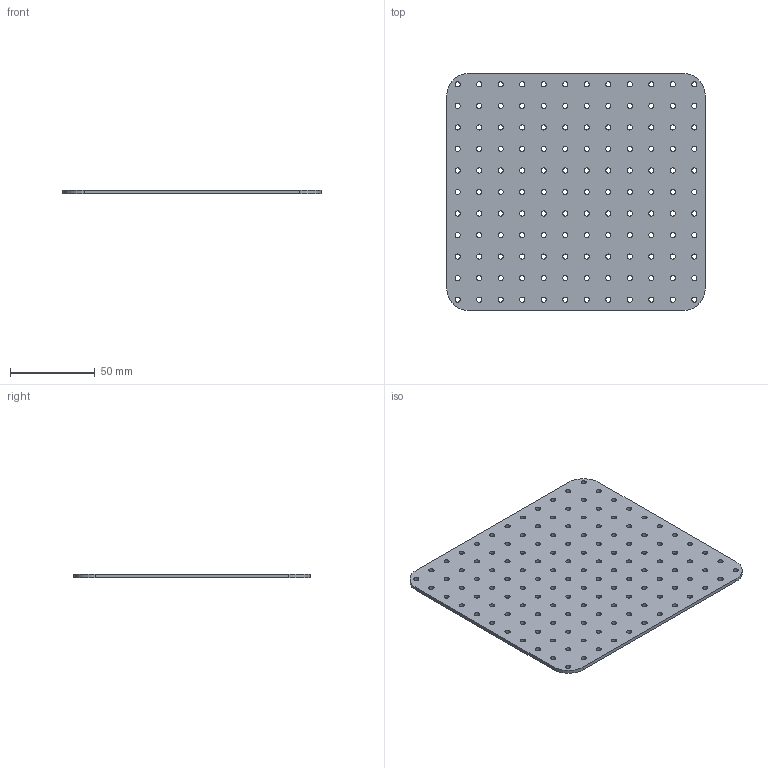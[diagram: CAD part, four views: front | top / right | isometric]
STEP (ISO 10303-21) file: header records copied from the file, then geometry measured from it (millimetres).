
FILE_DESCRIPTION(('FreeCAD Model'),'2;1');
FILE_NAME('robocar_middle.step', '2020-06-10T08:51:52',('Author'),(''), 'Open CASCADE STEP processor 7.3','FreeCAD','Unknown');
FILE_SCHEMA(('AUTOMOTIVE_DESIGN { 1 0 10303 214 1 1 1 1 }'));
Length unit declared in the file: millimetre
Products named in the file (1): Body
Bounding box: 152.4 x 139.7 x 2 mm (x, y, z)
Volume: 40377.4 mm3; surface area: 44030.1 mm2
Topology: 1 solids, 1 shells, 142 faces, 420 edges, 280 vertices
Faces by surface type: cylinder 136, plane 6
Full cylindrical faces by diameter (mm): 3.048 x132
Entity records: 11741 total; most frequent: CARTESIAN_POINT 3315, DIRECTION 1546, ORIENTED_EDGE 840, PCURVE 840, DEFINITIONAL_REPRESENTATION 840, LINE 716, VECTOR 716, EDGE_CURVE 420
